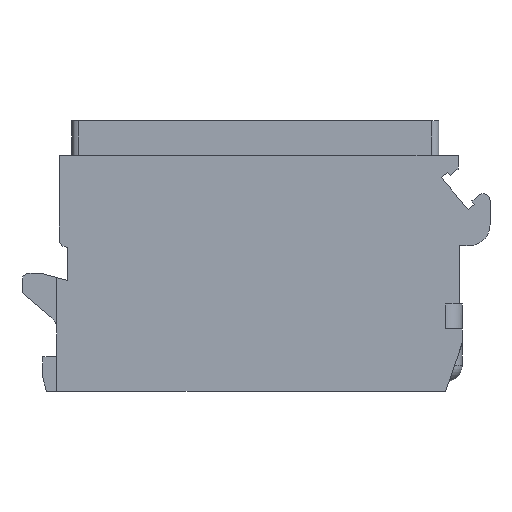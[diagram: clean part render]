
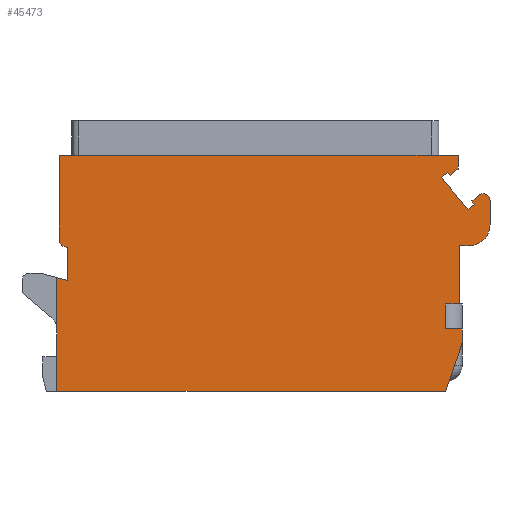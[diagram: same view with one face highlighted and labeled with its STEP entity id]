
A CAD part, front view. The second image highlights one B-rep face of the part: STEP entity #45473.
In plain terms, the highlighted planar face has unit normal (0, -1, 0).
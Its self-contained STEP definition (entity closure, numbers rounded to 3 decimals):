
#111=DIRECTION('',(0.,0.,-1.));
#112=VECTOR('',#111,8.205);
#113=CARTESIAN_POINT('',(-14.3,-7.,8.205));
#114=LINE('',#113,#112);
#295=CARTESIAN_POINT('',(16.4,-7.,13.74));
#296=DIRECTION('',(0.,-1.,0.));
#297=DIRECTION('',(1.,0.,0.));
#298=AXIS2_PLACEMENT_3D('',#295,#296,#297);
#420=DIRECTION('',(-0.966,0.,0.259));
#421=VECTOR('',#420,0.828);
#422=CARTESIAN_POINT('',(-13.5,-7.,7.991));
#423=LINE('',#422,#421);
#424=DIRECTION('',(0.,0.,-1.));
#425=VECTOR('',#424,2.409);
#426=CARTESIAN_POINT('',(-13.5,-7.,10.4));
#427=LINE('',#426,#425);
#428=DIRECTION('',(1.,0.,0.));
#429=VECTOR('',#428,0.1);
#430=CARTESIAN_POINT('',(-13.6,-7.,10.4));
#431=LINE('',#430,#429);
#432=CARTESIAN_POINT('',(-13.6,-7.,10.9));
#433=DIRECTION('',(0.,-1.,0.));
#434=DIRECTION('',(-1.,0.,0.));
#435=AXIS2_PLACEMENT_3D('',#432,#433,#434);
#437=DIRECTION('',(0.,0.,-1.));
#438=VECTOR('',#437,6.1);
#439=CARTESIAN_POINT('',(-14.1,-7.,17.));
#440=LINE('',#439,#438);
#441=DIRECTION('',(-1.,0.,0.));
#442=VECTOR('',#441,28.7);
#443=CARTESIAN_POINT('',(14.6,-7.,17.));
#444=LINE('',#443,#442);
#445=DIRECTION('',(0.,0.,-1.));
#446=VECTOR('',#445,0.985);
#447=CARTESIAN_POINT('',(14.6,-7.,17.));
#448=LINE('',#447,#446);
#449=DIRECTION('',(-0.766,0.,-0.643));
#450=VECTOR('',#449,0.715);
#451=CARTESIAN_POINT('',(14.6,-7.,16.015));
#452=LINE('',#451,#450);
#453=DIRECTION('',(-0.643,0.,0.766));
#454=VECTOR('',#453,0.3);
#455=CARTESIAN_POINT('',(14.052,-7.,15.556));
#456=LINE('',#455,#454);
#457=DIRECTION('',(-0.766,0.,-0.643));
#458=VECTOR('',#457,0.6);
#459=CARTESIAN_POINT('',(13.86,-7.,15.786));
#460=LINE('',#459,#458);
#461=DIRECTION('',(0.643,0.,-0.766));
#462=VECTOR('',#461,3.);
#463=CARTESIAN_POINT('',(13.4,-7.,15.4));
#464=LINE('',#463,#462);
#465=DIRECTION('',(0.766,0.,0.643));
#466=VECTOR('',#465,0.6);
#467=CARTESIAN_POINT('',(15.328,-7.,13.102));
#468=LINE('',#467,#466);
#469=DIRECTION('',(-0.643,0.,0.766));
#470=VECTOR('',#469,0.3);
#471=CARTESIAN_POINT('',(15.788,-7.,13.488));
#472=LINE('',#471,#470);
#473=DIRECTION('',(0.766,0.,0.643));
#474=VECTOR('',#473,0.631);
#475=CARTESIAN_POINT('',(15.595,-7.,13.717));
#476=LINE('',#475,#474);
#477=DIRECTION('',(0.,0.,1.));
#478=VECTOR('',#477,1.74);
#479=CARTESIAN_POINT('',(16.9,-7.,12.));
#480=LINE('',#479,#478);
#481=CARTESIAN_POINT('',(15.4,-7.,12.));
#482=DIRECTION('',(0.,-1.,0.));
#483=DIRECTION('',(0.,0.,-1.));
#484=AXIS2_PLACEMENT_3D('',#481,#482,#483);
#486=DIRECTION('',(1.,0.,0.));
#487=VECTOR('',#486,0.7);
#488=CARTESIAN_POINT('',(14.7,-7.,10.5));
#489=LINE('',#488,#487);
#490=DIRECTION('',(0.,0.,1.));
#491=VECTOR('',#490,4.2);
#492=CARTESIAN_POINT('',(14.7,-7.,6.3));
#493=LINE('',#492,#491);
#494=DIRECTION('',(1.,0.,0.));
#495=VECTOR('',#494,1.);
#496=CARTESIAN_POINT('',(13.7,-7.,6.3));
#497=LINE('',#496,#495);
#498=DIRECTION('',(0.,0.,1.));
#499=VECTOR('',#498,1.8);
#500=CARTESIAN_POINT('',(13.7,-7.,4.5));
#501=LINE('',#500,#499);
#502=DIRECTION('',(-1.,0.,0.));
#503=VECTOR('',#502,1.2);
#504=CARTESIAN_POINT('',(14.9,-7.,4.5));
#505=LINE('',#504,#503);
#506=DIRECTION('',(0.,0.,1.));
#507=VECTOR('',#506,1.);
#508=CARTESIAN_POINT('',(14.9,-7.,3.5));
#509=LINE('',#508,#507);
#510=DIRECTION('',(0.324,0.,0.946));
#511=VECTOR('',#510,3.7);
#512=CARTESIAN_POINT('',(13.7,-7.,0.));
#513=LINE('',#512,#511);
#514=DIRECTION('',(1.,0.,0.));
#515=VECTOR('',#514,28.);
#516=CARTESIAN_POINT('',(-14.3,-7.,0.));
#517=LINE('',#516,#515);
#35198=CARTESIAN_POINT('',(13.7,-7.,0.));
#35199=CARTESIAN_POINT('',(14.9,-7.,3.5));
#35200=VERTEX_POINT('',#35198);
#35201=VERTEX_POINT('',#35199);
#35202=CARTESIAN_POINT('',(14.9,-7.,4.5));
#35203=VERTEX_POINT('',#35202);
#35204=CARTESIAN_POINT('',(13.7,-7.,4.5));
#35205=VERTEX_POINT('',#35204);
#35206=CARTESIAN_POINT('',(13.7,-7.,6.3));
#35207=VERTEX_POINT('',#35206);
#35208=CARTESIAN_POINT('',(14.7,-7.,6.3));
#35209=VERTEX_POINT('',#35208);
#35210=CARTESIAN_POINT('',(14.7,-7.,10.5));
#35211=VERTEX_POINT('',#35210);
#35212=CARTESIAN_POINT('',(15.4,-7.,10.5));
#35213=VERTEX_POINT('',#35212);
#35216=CARTESIAN_POINT('',(16.9,-7.,12.));
#35217=VERTEX_POINT('',#35216);
#35228=CARTESIAN_POINT('',(-14.1,-7.,17.));
#35229=CARTESIAN_POINT('',(-14.1,-7.,10.9));
#35230=VERTEX_POINT('',#35228);
#35231=VERTEX_POINT('',#35229);
#35232=CARTESIAN_POINT('',(-13.6,-7.,10.4));
#35233=VERTEX_POINT('',#35232);
#35234=CARTESIAN_POINT('',(-13.5,-7.,10.4));
#35235=VERTEX_POINT('',#35234);
#35236=CARTESIAN_POINT('',(-13.5,-7.,7.991));
#35237=VERTEX_POINT('',#35236);
#35254=CARTESIAN_POINT('',(14.6,-7.,17.));
#35255=CARTESIAN_POINT('',(14.6,-7.,16.015));
#35256=VERTEX_POINT('',#35254);
#35257=VERTEX_POINT('',#35255);
#35258=CARTESIAN_POINT('',(14.052,-7.,15.556));
#35259=VERTEX_POINT('',#35258);
#35260=CARTESIAN_POINT('',(13.86,-7.,15.786));
#35261=VERTEX_POINT('',#35260);
#35262=CARTESIAN_POINT('',(13.4,-7.,15.4));
#35263=VERTEX_POINT('',#35262);
#35264=CARTESIAN_POINT('',(15.328,-7.,13.102));
#35265=VERTEX_POINT('',#35264);
#35266=CARTESIAN_POINT('',(15.788,-7.,13.488));
#35267=VERTEX_POINT('',#35266);
#35268=CARTESIAN_POINT('',(15.595,-7.,13.717));
#35269=VERTEX_POINT('',#35268);
#35271=CARTESIAN_POINT('',(16.9,-7.,13.74));
#35273=VERTEX_POINT('',#35271);
#35274=CARTESIAN_POINT('',(16.079,-7.,14.123));
#35275=VERTEX_POINT('',#35274);
#35278=CARTESIAN_POINT('',(-14.3,-7.,0.));
#35280=VERTEX_POINT('',#35278);
#35290=CARTESIAN_POINT('',(-14.3,-7.,8.205));
#35292=VERTEX_POINT('',#35290);
#45438=CARTESIAN_POINT('',(0.,-7.,0.));
#45439=DIRECTION('',(0.,-1.,0.));
#45440=DIRECTION('',(1.,0.,0.));
#45441=AXIS2_PLACEMENT_3D('',#45438,#45439,#45440);
#45442=PLANE('',#45441);
#45443=ORIENTED_EDGE('',*,*,#44913,.F.);
#45444=ORIENTED_EDGE('',*,*,#44944,.F.);
#45445=ORIENTED_EDGE('',*,*,#45061,.F.);
#45446=ORIENTED_EDGE('',*,*,#45075,.F.);
#45447=ORIENTED_EDGE('',*,*,#45089,.F.);
#45448=ORIENTED_EDGE('',*,*,#45103,.F.);
#45449=ORIENTED_EDGE('',*,*,#45116,.F.);
#45450=ORIENTED_EDGE('',*,*,#45149,.T.);
#45451=ORIENTED_EDGE('',*,*,#45163,.T.);
#45452=ORIENTED_EDGE('',*,*,#45177,.T.);
#45453=ORIENTED_EDGE('',*,*,#45191,.T.);
#45454=ORIENTED_EDGE('',*,*,#45205,.T.);
#45455=ORIENTED_EDGE('',*,*,#45219,.T.);
#45456=ORIENTED_EDGE('',*,*,#45233,.T.);
#45457=ORIENTED_EDGE('',*,*,#45246,.T.);
#45458=ORIENTED_EDGE('',*,*,#45260,.F.);
#45459=ORIENTED_EDGE('',*,*,#45276,.F.);
#45460=ORIENTED_EDGE('',*,*,#45289,.F.);
#45461=ORIENTED_EDGE('',*,*,#45303,.F.);
#45462=ORIENTED_EDGE('',*,*,#45320,.F.);
#45464=ORIENTED_EDGE('',*,*,#45463,.F.);
#45466=ORIENTED_EDGE('',*,*,#45465,.F.);
#45467=ORIENTED_EDGE('',*,*,#45370,.F.);
#45468=ORIENTED_EDGE('',*,*,#45386,.F.);
#45469=ORIENTED_EDGE('',*,*,#45405,.F.);
#45470=ORIENTED_EDGE('',*,*,#45424,.F.);
#45471=EDGE_LOOP('',(#45443,#45444,#45445,#45446,#45447,#45448,#45449,#45450,
#45451,#45452,#45453,#45454,#45455,#45456,#45457,#45458,#45459,#45460,#45461,
#45462,#45464,#45466,#45467,#45468,#45469,#45470));
#45472=FACE_OUTER_BOUND('',#45471,.F.);
#45473=ADVANCED_FACE('',(#45472),#45442,.T.);
#299=CIRCLE('',#298,0.5);
#436=CIRCLE('',#435,0.5);
#485=CIRCLE('',#484,1.5);
#44913=EDGE_CURVE('',#35292,#35280,#114,.T.);
#44944=EDGE_CURVE('',#35237,#35292,#423,.T.);
#45061=EDGE_CURVE('',#35235,#35237,#427,.T.);
#45075=EDGE_CURVE('',#35233,#35235,#431,.T.);
#45089=EDGE_CURVE('',#35231,#35233,#436,.T.);
#45103=EDGE_CURVE('',#35230,#35231,#440,.T.);
#45116=EDGE_CURVE('',#35256,#35230,#444,.T.);
#45149=EDGE_CURVE('',#35256,#35257,#448,.T.);
#45163=EDGE_CURVE('',#35257,#35259,#452,.T.);
#45177=EDGE_CURVE('',#35259,#35261,#456,.T.);
#45191=EDGE_CURVE('',#35261,#35263,#460,.T.);
#45205=EDGE_CURVE('',#35263,#35265,#464,.T.);
#45219=EDGE_CURVE('',#35265,#35267,#468,.T.);
#45233=EDGE_CURVE('',#35267,#35269,#472,.T.);
#45246=EDGE_CURVE('',#35269,#35275,#476,.T.);
#45260=EDGE_CURVE('',#35273,#35275,#299,.T.);
#45276=EDGE_CURVE('',#35217,#35273,#480,.T.);
#45289=EDGE_CURVE('',#35213,#35217,#485,.T.);
#45303=EDGE_CURVE('',#35211,#35213,#489,.T.);
#45320=EDGE_CURVE('',#35209,#35211,#493,.T.);
#45370=EDGE_CURVE('',#35203,#35205,#505,.T.);
#45386=EDGE_CURVE('',#35201,#35203,#509,.T.);
#45405=EDGE_CURVE('',#35200,#35201,#513,.T.);
#45424=EDGE_CURVE('',#35280,#35200,#517,.T.);
#45463=EDGE_CURVE('',#35207,#35209,#497,.T.);
#45465=EDGE_CURVE('',#35205,#35207,#501,.T.);
